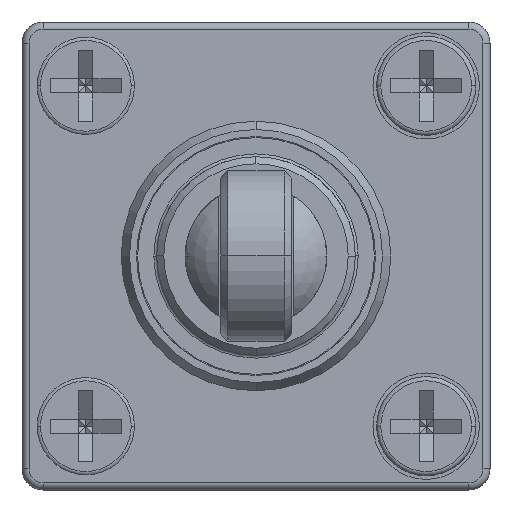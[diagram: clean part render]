
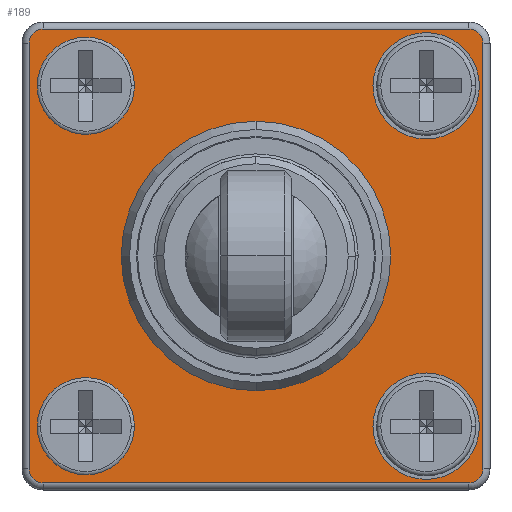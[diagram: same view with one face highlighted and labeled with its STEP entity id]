
A CAD part, front view. The second image highlights one B-rep face of the part: STEP entity #189.
In plain terms, the highlighted planar face has unit normal (0, -1, 0).
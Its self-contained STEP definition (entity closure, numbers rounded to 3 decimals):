
#189=ADVANCED_FACE('',(#734,#735,#736,#737,#738,#739),#740,.T.);
#734=FACE_OUTER_BOUND('',#1714,.T.);
#735=FACE_BOUND('',#1715,.T.);
#736=FACE_BOUND('',#1716,.T.);
#737=FACE_BOUND('',#1717,.T.);
#738=FACE_BOUND('',#1718,.T.);
#739=FACE_BOUND('',#1719,.T.);
#740=PLANE('',#1720);
#1714=EDGE_LOOP('',(#3630,#3631,#3632,#3633,#3634,#3635,#3636,#3637));
#1715=EDGE_LOOP('',(#3638,#3639));
#1716=EDGE_LOOP('',(#3640,#3641));
#1717=EDGE_LOOP('',(#3642,#3643));
#1718=EDGE_LOOP('',(#3644,#3645));
#1719=EDGE_LOOP('',(#3646,#3647));
#1720=AXIS2_PLACEMENT_3D('',#3648,#3649,#3650);
#3630=ORIENTED_EDGE('',*,*,#6636,.T.);
#3631=ORIENTED_EDGE('',*,*,#6695,.F.);
#3632=ORIENTED_EDGE('',*,*,#6679,.T.);
#3633=ORIENTED_EDGE('',*,*,#6677,.F.);
#3634=ORIENTED_EDGE('',*,*,#6696,.T.);
#3635=ORIENTED_EDGE('',*,*,#6697,.F.);
#3636=ORIENTED_EDGE('',*,*,#6698,.T.);
#3637=ORIENTED_EDGE('',*,*,#6638,.F.);
#3638=ORIENTED_EDGE('',*,*,#6699,.F.);
#3639=ORIENTED_EDGE('',*,*,#6700,.F.);
#3640=ORIENTED_EDGE('',*,*,#6701,.F.);
#3641=ORIENTED_EDGE('',*,*,#6702,.F.);
#3642=ORIENTED_EDGE('',*,*,#6703,.F.);
#3643=ORIENTED_EDGE('',*,*,#6704,.F.);
#3644=ORIENTED_EDGE('',*,*,#6705,.F.);
#3645=ORIENTED_EDGE('',*,*,#6706,.F.);
#3646=ORIENTED_EDGE('',*,*,#6707,.F.);
#3647=ORIENTED_EDGE('',*,*,#6708,.F.);
#3648=CARTESIAN_POINT('',(-16.5,0.0,0.0));
#3649=DIRECTION('',(0.0,-1.0,0.0));
#3650=DIRECTION('',(0.0,0.0,-1.0));
#6636=EDGE_CURVE('',#7772,#7770,#7773,.T.);
#6638=EDGE_CURVE('',#7772,#7775,#7776,.T.);
#6677=EDGE_CURVE('',#7839,#7841,#7842,.T.);
#6679=EDGE_CURVE('',#7844,#7841,#7845,.T.);
#6695=EDGE_CURVE('',#7844,#7770,#7868,.T.);
#6696=EDGE_CURVE('',#7839,#7869,#7870,.T.);
#6697=EDGE_CURVE('',#7871,#7869,#7872,.T.);
#6698=EDGE_CURVE('',#7871,#7775,#7873,.T.);
#6699=EDGE_CURVE('',#7874,#7875,#7876,.T.);
#6700=EDGE_CURVE('',#7875,#7874,#7877,.T.);
#6701=EDGE_CURVE('',#7878,#7879,#7880,.T.);
#6702=EDGE_CURVE('',#7879,#7878,#7881,.T.);
#6703=EDGE_CURVE('',#7882,#7883,#7884,.T.);
#6704=EDGE_CURVE('',#7883,#7882,#7885,.T.);
#6705=EDGE_CURVE('',#7886,#7887,#7888,.T.);
#6706=EDGE_CURVE('',#7887,#7886,#7889,.T.);
#6707=EDGE_CURVE('',#7890,#7891,#7892,.T.);
#6708=EDGE_CURVE('',#7891,#7890,#7893,.T.);
#7770=VERTEX_POINT('',#9473);
#7772=VERTEX_POINT('',#9475);
#7773=LINE('',#9476,#9477);
#7775=VERTEX_POINT('',#9479);
#7776=CIRCLE('',#9480,1.);
#7839=VERTEX_POINT('',#9563);
#7841=VERTEX_POINT('',#9565);
#7842=CIRCLE('',#9566,1.);
#7844=VERTEX_POINT('',#9568);
#7845=LINE('',#9569,#9570);
#7868=CIRCLE('',#9603,1.);
#7869=VERTEX_POINT('',#9604);
#7870=LINE('',#9605,#9606);
#7871=VERTEX_POINT('',#9607);
#7872=CIRCLE('',#9608,1.);
#7873=LINE('',#9609,#9610);
#7874=VERTEX_POINT('',#9611);
#7875=VERTEX_POINT('',#9612);
#7876=CIRCLE('',#9613,3.75);
#7877=CIRCLE('',#9614,3.75);
#7878=VERTEX_POINT('',#9615);
#7879=VERTEX_POINT('',#9616);
#7880=CIRCLE('',#9617,3.425);
#7881=CIRCLE('',#9618,3.425);
#7882=VERTEX_POINT('',#9619);
#7883=VERTEX_POINT('',#9620);
#7884=CIRCLE('',#9621,3.75);
#7885=CIRCLE('',#9622,3.75);
#7886=VERTEX_POINT('',#9623);
#7887=VERTEX_POINT('',#9624);
#7888=CIRCLE('',#9625,3.425);
#7889=CIRCLE('',#9626,3.425);
#7890=VERTEX_POINT('',#9627);
#7891=VERTEX_POINT('',#9628);
#7892=CIRCLE('',#9629,9.5);
#7893=CIRCLE('',#9630,9.5);
#9473=CARTESIAN_POINT('',(15.,0.,0.5));
#9475=CARTESIAN_POINT('',(-15.,0.0,0.5));
#9476=CARTESIAN_POINT('',(-15.,0.,0.5));
#9477=VECTOR('',#11994,30.);
#9479=CARTESIAN_POINT('',(-16.0,0.0,1.5));
#9480=AXIS2_PLACEMENT_3D('',#11998,#11999,#12000);
#9563=CARTESIAN_POINT('',(15.,0.,32.5));
#9565=CARTESIAN_POINT('',(16.,0.,31.5));
#9566=AXIS2_PLACEMENT_3D('',#12075,#12076,#12077);
#9568=CARTESIAN_POINT('',(16.,0.,1.5));
#9569=CARTESIAN_POINT('',(16.,0.,1.5));
#9570=VECTOR('',#12081,30.);
#9603=AXIS2_PLACEMENT_3D('',#12107,#12108,#12109);
#9604=CARTESIAN_POINT('',(-15.,0.,32.5));
#9605=CARTESIAN_POINT('',(15.,0.,32.5));
#9606=VECTOR('',#12110,30.);
#9607=CARTESIAN_POINT('',(-16.,0.,31.5));
#9608=AXIS2_PLACEMENT_3D('',#12111,#12112,#12113);
#9609=CARTESIAN_POINT('',(-16.,0.,31.5));
#9610=VECTOR('',#12114,30.);
#9611=CARTESIAN_POINT('',(8.25,0.0,28.5));
#9612=CARTESIAN_POINT('',(15.75,0.0,28.5));
#9613=AXIS2_PLACEMENT_3D('',#12115,#12116,#12117);
#9614=AXIS2_PLACEMENT_3D('',#12118,#12119,#12120);
#9615=CARTESIAN_POINT('',(-8.575,0.0,28.5));
#9616=CARTESIAN_POINT('',(-15.425,0.0,28.5));
#9617=AXIS2_PLACEMENT_3D('',#12121,#12122,#12123);
#9618=AXIS2_PLACEMENT_3D('',#12124,#12125,#12126);
#9619=CARTESIAN_POINT('',(15.75,0.0,4.5));
#9620=CARTESIAN_POINT('',(8.25,0.0,4.5));
#9621=AXIS2_PLACEMENT_3D('',#12127,#12128,#12129);
#9622=AXIS2_PLACEMENT_3D('',#12130,#12131,#12132);
#9623=CARTESIAN_POINT('',(-15.425,0.0,4.5));
#9624=CARTESIAN_POINT('',(-8.575,0.0,4.5));
#9625=AXIS2_PLACEMENT_3D('',#12133,#12134,#12135);
#9626=AXIS2_PLACEMENT_3D('',#12136,#12137,#12138);
#9627=CARTESIAN_POINT('',(0.0,0.,26.0));
#9628=CARTESIAN_POINT('',(0.0,0.,7.0));
#9629=AXIS2_PLACEMENT_3D('',#12139,#12140,#12141);
#9630=AXIS2_PLACEMENT_3D('',#12142,#12143,#12144);
#11994=DIRECTION('',(1.0,0.0,0.));
#11998=CARTESIAN_POINT('',(-15.0,0.,1.5));
#11999=DIRECTION('',(0.0,1.0,0.0));
#12000=DIRECTION('',(0.,0.0,-1.));
#12075=CARTESIAN_POINT('',(15.0,0.,31.5));
#12076=DIRECTION('',(0.0,1.0,0.0));
#12077=DIRECTION('',(0.,0.0,1.));
#12081=DIRECTION('',(0.,0.0,1.0));
#12107=CARTESIAN_POINT('',(15.0,0.,1.5));
#12108=DIRECTION('',(-0.0,1.0,0.0));
#12109=DIRECTION('',(1.,0.0,0.));
#12110=DIRECTION('',(-1.0,0.0,0.));
#12111=CARTESIAN_POINT('',(-15.0,0.,31.5));
#12112=DIRECTION('',(0.0,1.0,0.0));
#12113=DIRECTION('',(-1.,0.0,0.));
#12114=DIRECTION('',(0.,0.0,-1.0));
#12115=CARTESIAN_POINT('',(12.0,0.0,28.5));
#12116=DIRECTION('',(0.0,-1.0,0.0));
#12117=DIRECTION('',(-1.0,0.0,0.0));
#12118=CARTESIAN_POINT('',(12.0,0.0,28.5));
#12119=DIRECTION('',(0.0,-1.0,0.0));
#12120=DIRECTION('',(1.0,0.0,0.0));
#12121=CARTESIAN_POINT('',(-12.0,0.0,28.5));
#12122=DIRECTION('',(0.0,-1.0,0.0));
#12123=DIRECTION('',(1.0,0.0,0.0));
#12124=CARTESIAN_POINT('',(-12.0,0.0,28.5));
#12125=DIRECTION('',(0.0,-1.0,0.0));
#12126=DIRECTION('',(-1.0,0.0,0.0));
#12127=CARTESIAN_POINT('',(12.0,0.0,4.5));
#12128=DIRECTION('',(0.0,-1.0,0.0));
#12129=DIRECTION('',(1.0,0.0,0.0));
#12130=CARTESIAN_POINT('',(12.0,0.0,4.5));
#12131=DIRECTION('',(0.0,-1.0,0.0));
#12132=DIRECTION('',(-1.0,0.0,0.0));
#12133=CARTESIAN_POINT('',(-12.0,0.0,4.5));
#12134=DIRECTION('',(0.0,-1.0,0.0));
#12135=DIRECTION('',(-1.0,0.0,0.0));
#12136=CARTESIAN_POINT('',(-12.0,0.0,4.5));
#12137=DIRECTION('',(0.0,-1.0,0.0));
#12138=DIRECTION('',(1.0,0.0,0.0));
#12139=CARTESIAN_POINT('',(0.0,0.,16.5));
#12140=DIRECTION('',(0.0,-1.0,0.0));
#12141=DIRECTION('',(0.0,0.0,1.0));
#12142=CARTESIAN_POINT('',(0.0,0.,16.5));
#12143=DIRECTION('',(0.0,-1.0,0.0));
#12144=DIRECTION('',(0.0,0.0,-1.0));
